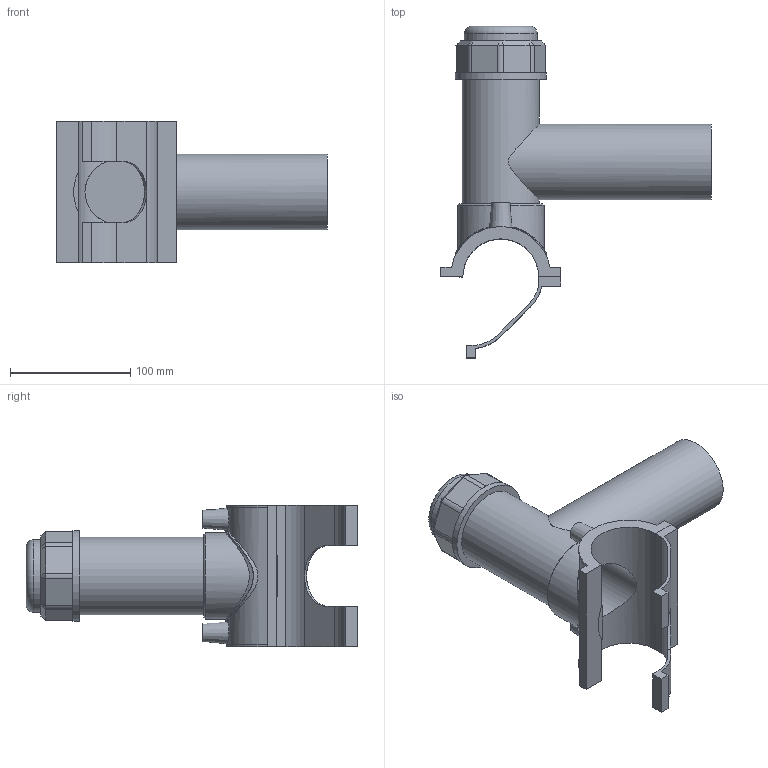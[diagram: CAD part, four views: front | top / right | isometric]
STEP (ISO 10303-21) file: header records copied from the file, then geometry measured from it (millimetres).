
FILE_DESCRIPTION(/* description */ ('PLASSON TAPPING SADDLE 63x63'),/* implementation_level */ '2;1');
FILE_NAME(/* name */ '496304063063.ipt.stp',/* time_stamp */ '2018-05-02T16:15:38+03:00',/* author */ ('KIM'),/* organization */ (''),/* preprocessor_version */ 'ST-DEVELOPER v15.6',/* originating_system */ 'Autodesk Inventor 2015',/* authorisation */ '');
FILE_SCHEMA (('AUTOMOTIVE_DESIGN { 1 0 10303 214 3 1 1 }'));
Length unit declared in the file: millimetre
Products named in the file (1): 496304063063
Bounding box: 225 x 275.78 x 118 mm (x, y, z)
Volume: 646635.8 mm3; surface area: 172727.2 mm2
Topology: 2 solids, 2 shells, 106 faces, 247 edges, 159 vertices
Faces by surface type: plane 59, cylinder 34, cone 11, torus 1, bspline 1
Full cylindrical faces by diameter (mm): 4 x2, 10 x2, 50.4 x1, 52.92 x1, 60.48 x1, 63 x1, 64.26 x1, 71.82 x1, 75.6 x2
Entity records: 3558 total; most frequent: CARTESIAN_POINT 1155, DIRECTION 501, ORIENTED_EDGE 454, EDGE_CURVE 227, AXIS2_PLACEMENT_3D 181, VERTEX_POINT 155, LINE 139, VECTOR 139
